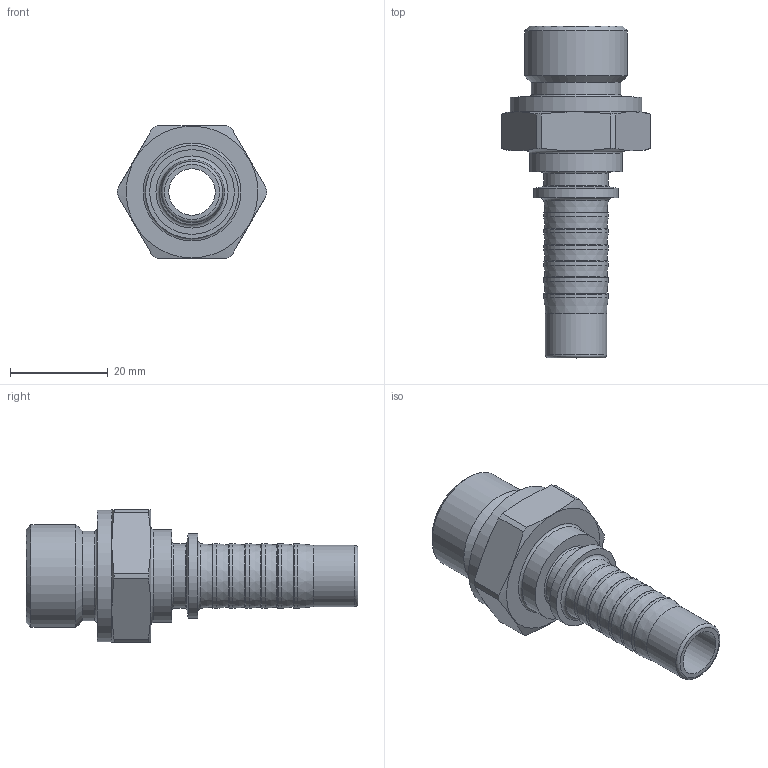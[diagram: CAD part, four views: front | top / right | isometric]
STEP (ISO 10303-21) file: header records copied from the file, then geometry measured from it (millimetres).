
FILE_DESCRIPTION(/* description */ ('Unknown'),/* implementation_level */ '2;1');
FILE_NAME(/* name */ '31566_1_Preßnippel_AGR_G1-2 AG_NW12',/* time_stamp */ '2022-09-07T13:20:40+02:00',/* author */ ('Unknown'),/* organization */ ('Unknown'),/* preprocessor_version */ 'ST-DEVELOPER v18.102',/* originating_system */ 'Solid Edge',/* authorisation */ 'Unknown');
FILE_SCHEMA (('AUTOMOTIVE_DESIGN {1 0 10303 214 3 1 1}'));
Length unit declared in the file: millimetre
Products named in the file (1): 50000031566_1_Preßnippel_AGR_G1-2 AG_NW12
Bounding box: 30.5 x 67.8 x 27 mm (x, y, z)
Volume: 12534.7 mm3; surface area: 7047.1 mm2
Topology: 1 solids, 1 shells, 67 faces, 150 edges, 95 vertices
Faces by surface type: cylinder 20, plane 18, torus 16, cone 13
Full cylindrical faces by diameter (mm): 9.5 x1, 12.5 x1, 13.2 x7, 17.3 x1, 18.3 x1, 19 x1, 20.96 x1, 26.9 x1
Entity records: 2023 total; most frequent: CARTESIAN_POINT 284, DIRECTION 280, ORIENTED_EDGE 180, AXIS2_PLACEMENT_3D 134, EDGE_LOOP 122, FACE_BOUND 122, EDGE_CURVE 90, VERTEX_POINT 78
